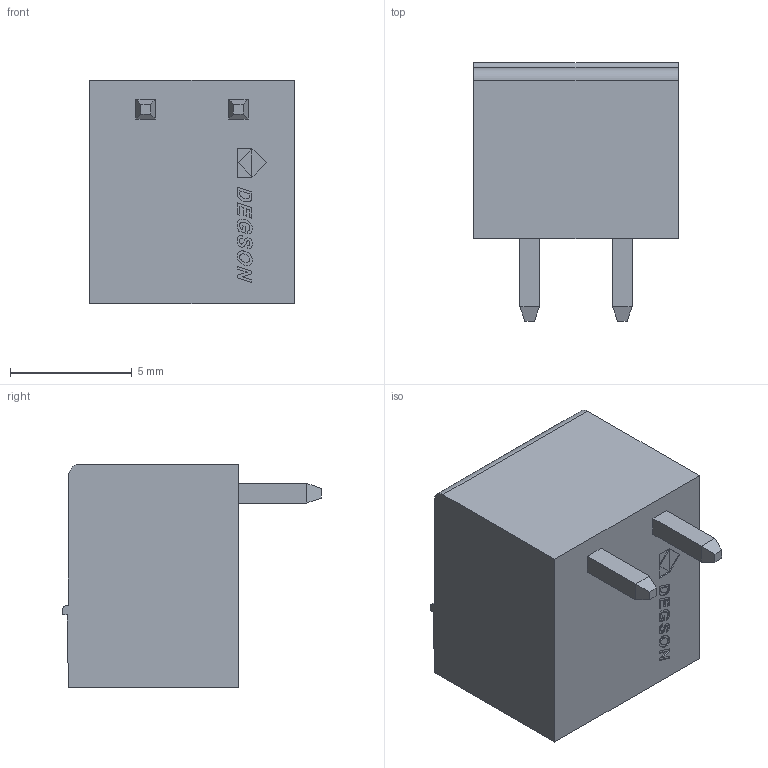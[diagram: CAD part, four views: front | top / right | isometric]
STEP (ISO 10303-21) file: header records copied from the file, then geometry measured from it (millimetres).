
FILE_DESCRIPTION((''),'2;1');
FILE_NAME('15EDGRC-3_81-03P-14-00A_H_','2020-05-29T',('Administrator'),(''),'CREO PARAMETRIC BY PTC INC, 2015200','CREO PARAMETRIC BY PTC INC, 2015200','');
FILE_SCHEMA(('AUTOMOTIVE_DESIGN { 1 0 10303 214 1 1 1 1 }'));
Length unit declared in the file: millimetre
Products named in the file (1): 15EDGRC-3_81-03P-14-00A_H_
Bounding box: 8.41 x 10.64 x 9.2 mm (x, y, z)
Volume: 328.1 mm3; surface area: 735.1 mm2
Topology: 1 solids, 1 shells, 406 faces, 1140 edges, 754 vertices
Faces by surface type: plane 396, cylinder 8, cone 2
Entity records: 12898 total; most frequent: CARTESIAN_POINT 2471, ORIENTED_EDGE 2280, DIRECTION 1901, EDGE_CURVE 1140, VECTOR 1049, LINE 1049, VERTEX_POINT 754, AXIS2_PLACEMENT_3D 426
